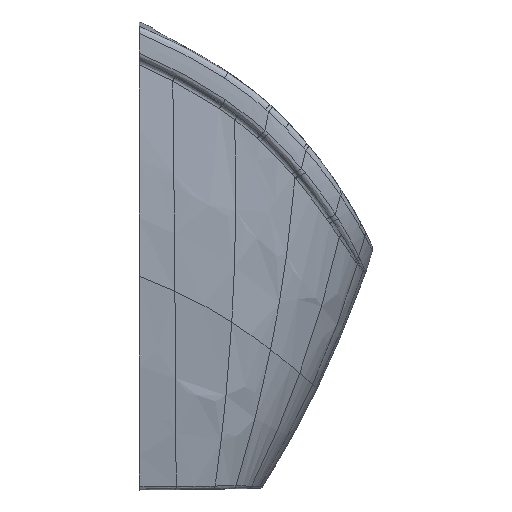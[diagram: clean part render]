
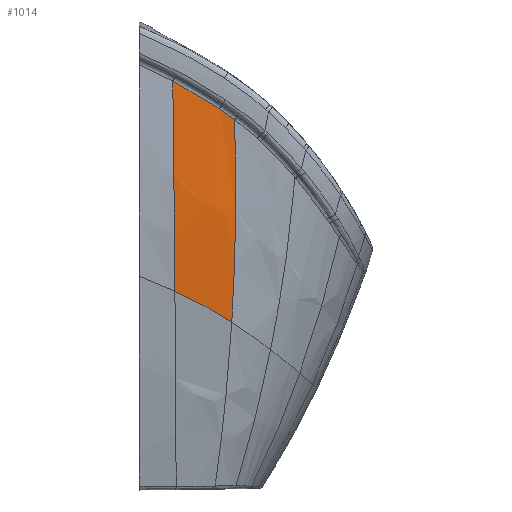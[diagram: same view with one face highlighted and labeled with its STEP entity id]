
A CAD part, left-side view. The second image highlights one B-rep face of the part: STEP entity #1014.
In plain terms, the highlighted free-form (B-spline) face has degree [2, 7] with [3, 8] control points.
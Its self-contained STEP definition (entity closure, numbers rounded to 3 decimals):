
#416=B_SPLINE_SURFACE_WITH_KNOTS('',2,7,((#28664,#28665,#28666,#28667,#28668,
#28669,#28670,#28671),(#28672,#28673,#28674,#28675,#28676,#28677,#28678,
#28679),(#28680,#28681,#28682,#28683,#28684,#28685,#28686,#28687)),
 .UNSPECIFIED.,.F.,.F.,.F.,(3,3),(8,8),(0.,1.),(0.,1.),.UNSPECIFIED.);
#1014=ADVANCED_FACE('',(#1769),#416,.F.);
#1769=FACE_OUTER_BOUND('',#2401,.T.);
#2401=EDGE_LOOP('',(#4911,#4912,#4913,#4914,#4915));
#4911=ORIENTED_EDGE('',*,*,#8932,.T.);
#4912=ORIENTED_EDGE('',*,*,#8933,.F.);
#4913=ORIENTED_EDGE('',*,*,#8934,.F.);
#4914=ORIENTED_EDGE('',*,*,#8935,.F.);
#4915=ORIENTED_EDGE('',*,*,#8818,.T.);
#7201=VERTEX_POINT('',#27151);
#7202=VERTEX_POINT('',#27186);
#7284=VERTEX_POINT('',#28623);
#7285=VERTEX_POINT('',#28653);
#7286=VERTEX_POINT('',#28658);
#8818=EDGE_CURVE('',#7202,#7201,#10750,.T.);
#8932=EDGE_CURVE('',#7201,#7284,#10863,.T.);
#8933=EDGE_CURVE('',#7285,#7284,#10864,.T.);
#8934=EDGE_CURVE('',#7286,#7285,#10865,.T.);
#8935=EDGE_CURVE('',#7202,#7286,#10866,.T.);
#10750=B_SPLINE_CURVE_WITH_KNOTS('',2,(#27183,#27184,#27185),
 .UNSPECIFIED.,.F.,.F.,(3,3),(0.,1.),.UNSPECIFIED.);
#10863=B_SPLINE_CURVE_WITH_KNOTS('',7,(#28624,#28625,#28626,#28627,#28628,
#28629,#28630,#28631),.UNSPECIFIED.,.F.,.F.,(8,8),(0.,1.),.UNSPECIFIED.);
#10864=B_SPLINE_CURVE_WITH_KNOTS('',2,(#28650,#28651,#28652),
 .UNSPECIFIED.,.F.,.F.,(3,3),(0.,1.),.UNSPECIFIED.);
#10865=B_SPLINE_CURVE_WITH_KNOTS('',3,(#28654,#28655,#28656,#28657),
 .UNSPECIFIED.,.F.,.F.,(4,4),(0.,1.),.UNSPECIFIED.);
#10866=B_SPLINE_CURVE_WITH_KNOTS('',4,(#28659,#28660,#28661,#28662,#28663),
 .UNSPECIFIED.,.F.,.F.,(5,5),(0.,1.),.UNSPECIFIED.);
#27151=CARTESIAN_POINT('',(-134.561,-37.457,-286.345));
#27183=CARTESIAN_POINT('',(-139.608,-35.241,-65.861));
#27184=CARTESIAN_POINT('',(-146.28,-36.575,-177.063));
#27185=CARTESIAN_POINT('',(-134.561,-37.457,-286.345));
#27186=CARTESIAN_POINT('',(-139.608,-35.241,-65.861));
#28623=CARTESIAN_POINT('',(-125.352,-97.088,-318.864));
#28624=CARTESIAN_POINT('',(-134.561,-37.457,-286.345));
#28625=CARTESIAN_POINT('',(-134.053,-46.34,-290.388));
#28626=CARTESIAN_POINT('',(-133.45,-55.104,-294.597));
#28627=CARTESIAN_POINT('',(-132.649,-63.745,-298.992));
#28628=CARTESIAN_POINT('',(-131.543,-72.265,-303.595));
#28629=CARTESIAN_POINT('',(-130.029,-80.663,-308.427));
#28630=CARTESIAN_POINT('',(-128.,-88.937,-313.51));
#28631=CARTESIAN_POINT('',(-125.352,-97.088,-318.864));
#28650=CARTESIAN_POINT('',(-139.097,-100.267,-106.537));
#28651=CARTESIAN_POINT('',(-141.67,-103.503,-214.374));
#28652=CARTESIAN_POINT('',(-125.352,-97.088,-318.864));
#28653=CARTESIAN_POINT('',(-139.097,-100.267,-106.537));
#28654=CARTESIAN_POINT('',(-139.314,-84.038,-95.036));
#28655=CARTESIAN_POINT('',(-139.246,-89.523,-98.752));
#28656=CARTESIAN_POINT('',(-139.152,-94.937,-102.587));
#28657=CARTESIAN_POINT('',(-139.097,-100.267,-106.538));
#28658=CARTESIAN_POINT('',(-139.314,-84.038,-95.037));
#28659=CARTESIAN_POINT('',(-139.608,-35.241,-65.862));
#28660=CARTESIAN_POINT('',(-139.526,-47.816,-72.492));
#28661=CARTESIAN_POINT('',(-139.493,-60.189,-79.578));
#28662=CARTESIAN_POINT('',(-139.46,-72.282,-87.072));
#28663=CARTESIAN_POINT('',(-139.314,-84.038,-95.036));
#28664=CARTESIAN_POINT('',(-139.048,-100.207,-104.553));
#28665=CARTESIAN_POINT('',(-139.116,-91.431,-98.06));
#28666=CARTESIAN_POINT('',(-139.287,-82.41,-91.913));
#28667=CARTESIAN_POINT('',(-139.384,-73.235,-85.984));
#28668=CARTESIAN_POINT('',(-139.384,-63.931,-80.286));
#28669=CARTESIAN_POINT('',(-139.395,-54.487,-74.798));
#28670=CARTESIAN_POINT('',(-139.456,-44.92,-69.542));
#28671=CARTESIAN_POINT('',(-139.527,-35.225,-64.526));
#28672=CARTESIAN_POINT('',(-141.82,-103.562,-213.413));
#28673=CARTESIAN_POINT('',(-143.211,-94.438,-207.39));
#28674=CARTESIAN_POINT('',(-144.812,-85.262,-201.79));
#28675=CARTESIAN_POINT('',(-145.609,-75.637,-196.224));
#28676=CARTESIAN_POINT('',(-146.358,-66.175,-191.07));
#28677=CARTESIAN_POINT('',(-146.34,-56.335,-185.918));
#28678=CARTESIAN_POINT('',(-146.414,-46.541,-181.079));
#28679=CARTESIAN_POINT('',(-146.351,-36.57,-176.407));
#28680=CARTESIAN_POINT('',(-125.352,-97.088,-318.864));
#28681=CARTESIAN_POINT('',(-128.,-88.937,-313.51));
#28682=CARTESIAN_POINT('',(-130.029,-80.663,-308.427));
#28683=CARTESIAN_POINT('',(-131.543,-72.265,-303.595));
#28684=CARTESIAN_POINT('',(-132.649,-63.745,-298.992));
#28685=CARTESIAN_POINT('',(-133.45,-55.104,-294.597));
#28686=CARTESIAN_POINT('',(-134.053,-46.34,-290.388));
#28687=CARTESIAN_POINT('',(-134.561,-37.457,-286.345));
